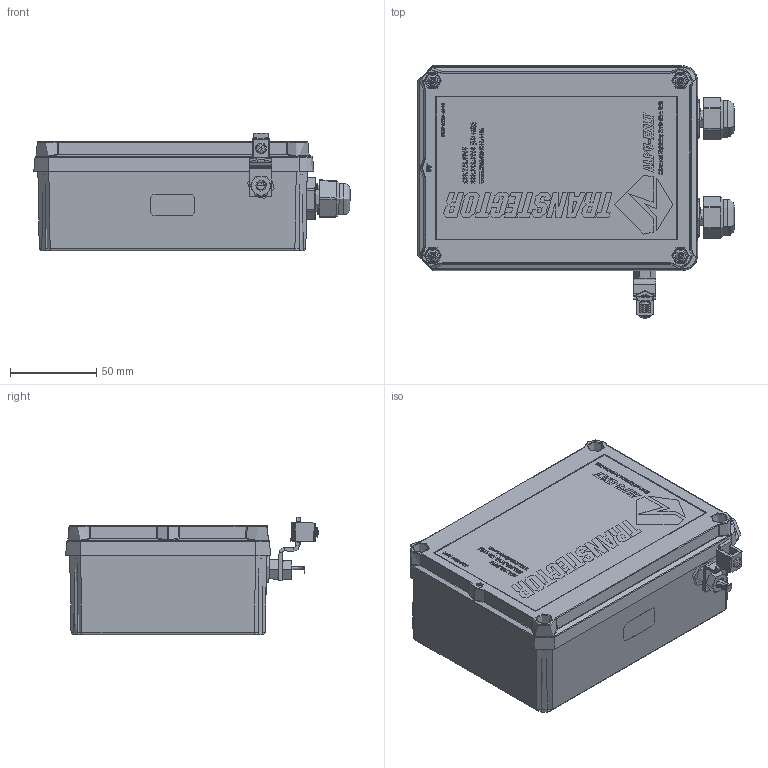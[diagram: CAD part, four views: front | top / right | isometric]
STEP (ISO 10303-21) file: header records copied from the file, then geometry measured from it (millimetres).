
FILE_DESCRIPTION (( 'STEP AP214' ), '1' );
FILE_NAME ('1101-887-E.STEP', '2019-01-24T21:21:09', ( '' ), ( '' ), 'SwSTEP 2.0', 'SolidWorks 2018', '' );
FILE_SCHEMA (( 'AUTOMOTIVE_DESIGN' ));
Length unit declared in the file: inch
Products named in the file (49): 2003-2381; 2102-240; body^2500-154; 2103-028; SAU-70 part2; 2021-223; 2102-306; 1101-887-E; 2003-1052; SSCUPSLT 0.25-20x0.375-S_SSCUPSLT 0.25-20x0.375-S; 2100-012; Gasket 2021-223; nut^2500-154; compression nut^2500-154; SSCUPSLT 0.25-20x0.375-S; 2101-021; 2105-280; 2500-154; SAU-70 part1; 2002-133; 2002-133_E226
Assembly tree (44 placements, depth 3):
  2003-2381
  SAU-70 part2
  2021-223
  1101-887-E
    2102-306
    2102-306
    2102-240
    2500-154
      body^2500-154
      nut^2500-154
    2102-306
    2100-012
    2102-240
    2101-021
    2102-240
    2102-306
    2100-012
    2500-154
      body^2500-154
      nut^2500-154
    2102-240
  1101-887-E
    2002-133_E226
    2021-223
      2021-223
      Gasket 2021-223
    2500-154  x2
      body^2500-154
      compression nut^2500-154
      nut^2500-154
    2105-280
      SAU-70 part1
      SAU-70 part2
      SSCUPSLT 0.25-20x0.375-S_SSCUPSLT 0.25-20x0.375-S
    2101-021
    2100-012  x2
    2102-306  x4
    2102-240  x4
    2103-028
    2003-1052
    2003-2381
Bounding box: 183.64 x 146.72 x 68.44 mm (x, y, z)
Volume: 227802.5 mm3; surface area: 212406.9 mm2
Topology: 26 solids, 26 shells, 4034 faces, 10836 edges, 7101 vertices
Faces by surface type: plane 1896, bspline 1041, cylinder 786, cone 216, torus 81, sphere 14
Entity records: 191187 total; most frequent: CARTESIAN_POINT 92076, ORIENTED_EDGE 18022, DIRECTION 12041, EDGE_CURVE 9011, VERTEX_POINT 5889, VECTOR 5313, LINE 5313, EDGE_LOOP 3652
